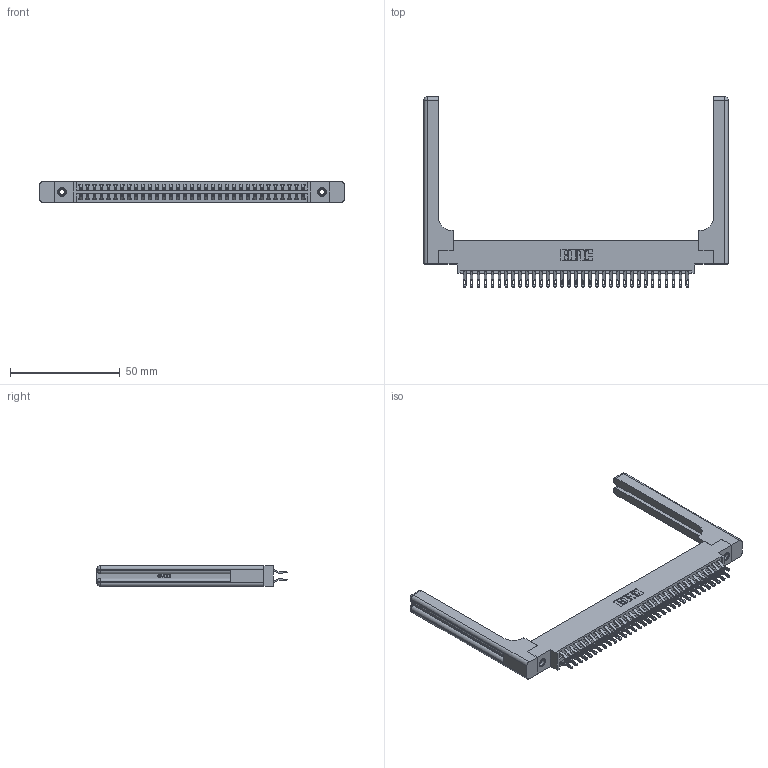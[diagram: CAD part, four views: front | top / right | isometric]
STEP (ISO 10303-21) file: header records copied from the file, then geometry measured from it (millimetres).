
FILE_DESCRIPTION (( 'STEP AP203' ), '1' );
FILE_NAME ('346-066-555-858.STEP', '2022-05-24T17:42:20', ( '' ), ( '' ), 'SwSTEP 2.0', 'SolidWorks 2020', '' );
FILE_SCHEMA (( 'CONFIG_CONTROL_DESIGN' ));
Length unit declared in the file: inch
Products named in the file (5): 346-220-058_345-220-058; 345-292-001_555 Tail; 346 Part_0.170 Offset - 0.156 Dia-TH; 346-066-555-858; 345-250-001_345-250-001-102
Assembly tree (71 placements, depth 2):
  346-066-555-858
    346 Part_0.170 Offset - 0.156 Dia-TH
    345-292-001_555 Tail  x66
    345-250-001_345-250-001-102  x2
    346-220-058_345-220-058  x2
Bounding box: 138.84 x 86.74 x 9.4 mm (x, y, z)
Volume: 20981.3 mm3; surface area: 24266.8 mm2
Topology: 71 solids, 71 shells, 4224 faces, 13121 edges, 8726 vertices
Faces by surface type: plane 2420, cylinder 1744, bspline 36, cone 12, sphere 8, torus 4
Entity records: 28804 total; most frequent: CARTESIAN_POINT 5809, ORIENTED_EDGE 4508, DIRECTION 4070, EDGE_CURVE 2254, LINE 1878, VECTOR 1878, VERTEX_POINT 1494, AXIS2_PLACEMENT_3D 1096
